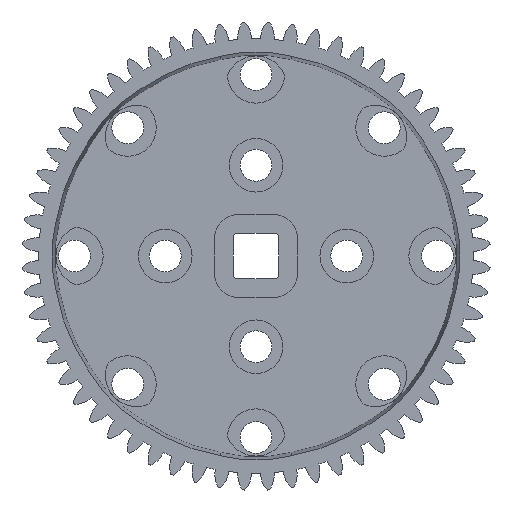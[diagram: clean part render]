
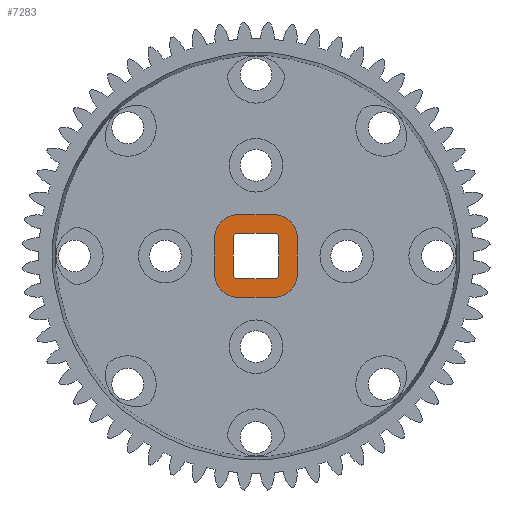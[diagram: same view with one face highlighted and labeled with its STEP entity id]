
A CAD part, front view. The second image highlights one B-rep face of the part: STEP entity #7283.
In plain terms, the highlighted planar face has unit normal (0, -1, 0).
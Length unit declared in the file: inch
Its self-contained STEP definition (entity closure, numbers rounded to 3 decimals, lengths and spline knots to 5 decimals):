
#28=FACE_BOUND('',#739,.T.);
#74=PLANE('',#8225);
#346=FACE_OUTER_BOUND('',#738,.T.);
#738=EDGE_LOOP('',(#5380,#5381,#5382,#5383,#5384,#5385,#5386,#5387));
#739=EDGE_LOOP('',(#5388,#5389,#5390,#5391,#5392,#5393,#5394,#5395));
#1043=LINE('',#11681,#1415);
#1046=LINE('',#11689,#1418);
#1049=LINE('',#11697,#1421);
#1052=LINE('',#11705,#1424);
#1278=LINE('',#12873,#1650);
#1279=LINE('',#12875,#1651);
#1280=LINE('',#12878,#1652);
#1281=LINE('',#12879,#1653);
#1415=VECTOR('',#9144,0.2);
#1418=VECTOR('',#9153,0.2);
#1421=VECTOR('',#9162,0.2);
#1424=VECTOR('',#9171,0.2);
#1650=VECTOR('',#10393,0.2);
#1651=VECTOR('',#10394,0.2);
#1652=VECTOR('',#10397,0.2);
#1653=VECTOR('',#10398,0.2);
#1874=CIRCLE('',#7720,0.12756);
#1875=CIRCLE('',#7723,0.12756);
#1876=CIRCLE('',#7726,0.12756);
#1877=CIRCLE('',#7729,0.12756);
#2234=CIRCLE('',#8217,0.025);
#2236=CIRCLE('',#8220,0.025);
#2238=CIRCLE('',#8223,0.025);
#2240=CIRCLE('',#8226,0.025);
#2632=VERTEX_POINT('',#11678);
#2633=VERTEX_POINT('',#11680);
#2634=VERTEX_POINT('',#11684);
#2635=VERTEX_POINT('',#11688);
#2636=VERTEX_POINT('',#11692);
#2637=VERTEX_POINT('',#11696);
#2638=VERTEX_POINT('',#11700);
#2639=VERTEX_POINT('',#11704);
#3072=VERTEX_POINT('',#12846);
#3073=VERTEX_POINT('',#12847);
#3076=VERTEX_POINT('',#12855);
#3077=VERTEX_POINT('',#12856);
#3080=VERTEX_POINT('',#12864);
#3081=VERTEX_POINT('',#12865);
#3084=VERTEX_POINT('',#12874);
#3085=VERTEX_POINT('',#12876);
#3413=EDGE_CURVE('',#2632,#2633,#1043,.T.);
#3416=EDGE_CURVE('',#2633,#2634,#1874,.T.);
#3417=EDGE_CURVE('',#2634,#2635,#1046,.T.);
#3420=EDGE_CURVE('',#2635,#2636,#1875,.T.);
#3421=EDGE_CURVE('',#2636,#2637,#1049,.T.);
#3424=EDGE_CURVE('',#2637,#2638,#1876,.T.);
#3425=EDGE_CURVE('',#2638,#2639,#1052,.T.);
#3427=EDGE_CURVE('',#2639,#2632,#1877,.T.);
#4002=EDGE_CURVE('',#3072,#3073,#2234,.T.);
#4006=EDGE_CURVE('',#3076,#3077,#2236,.T.);
#4010=EDGE_CURVE('',#3080,#3081,#2238,.T.);
#4014=EDGE_CURVE('',#3077,#3072,#1278,.T.);
#4015=EDGE_CURVE('',#3084,#3076,#1279,.T.);
#4016=EDGE_CURVE('',#3085,#3084,#2240,.T.);
#4017=EDGE_CURVE('',#3081,#3085,#1280,.T.);
#4018=EDGE_CURVE('',#3073,#3080,#1281,.T.);
#5380=ORIENTED_EDGE('',*,*,#3425,.F.);
#5381=ORIENTED_EDGE('',*,*,#3424,.F.);
#5382=ORIENTED_EDGE('',*,*,#3421,.F.);
#5383=ORIENTED_EDGE('',*,*,#3420,.F.);
#5384=ORIENTED_EDGE('',*,*,#3417,.F.);
#5385=ORIENTED_EDGE('',*,*,#3416,.F.);
#5386=ORIENTED_EDGE('',*,*,#3413,.F.);
#5387=ORIENTED_EDGE('',*,*,#3427,.F.);
#5388=ORIENTED_EDGE('',*,*,#4014,.F.);
#5389=ORIENTED_EDGE('',*,*,#4006,.F.);
#5390=ORIENTED_EDGE('',*,*,#4015,.F.);
#5391=ORIENTED_EDGE('',*,*,#4016,.F.);
#5392=ORIENTED_EDGE('',*,*,#4017,.F.);
#5393=ORIENTED_EDGE('',*,*,#4010,.F.);
#5394=ORIENTED_EDGE('',*,*,#4018,.F.);
#5395=ORIENTED_EDGE('',*,*,#4002,.F.);
#7283=ADVANCED_FACE('',(#346,#28),#74,.F.);
#7720=AXIS2_PLACEMENT_3D('',#11686,#9149,#9150);
#7723=AXIS2_PLACEMENT_3D('',#11694,#9158,#9159);
#7726=AXIS2_PLACEMENT_3D('',#11702,#9167,#9168);
#7729=AXIS2_PLACEMENT_3D('',#11708,#9175,#9176);
#8217=AXIS2_PLACEMENT_3D('',#12848,#10369,#10370);
#8220=AXIS2_PLACEMENT_3D('',#12857,#10377,#10378);
#8223=AXIS2_PLACEMENT_3D('',#12866,#10385,#10386);
#8225=AXIS2_PLACEMENT_3D('',#12872,#10391,#10392);
#8226=AXIS2_PLACEMENT_3D('',#12877,#10395,#10396);
#9144=DIRECTION('',(1.,0.,0.));
#9149=DIRECTION('center_axis',(0.,1.,0.));
#9150=DIRECTION('ref_axis',(0.,0.,1.));
#9153=DIRECTION('',(0.,0.,-1.));
#9158=DIRECTION('center_axis',(0.,1.,0.));
#9159=DIRECTION('ref_axis',(0.,0.,1.));
#9162=DIRECTION('',(-1.,0.,0.));
#9167=DIRECTION('center_axis',(0.,1.,0.));
#9168=DIRECTION('ref_axis',(0.,0.,1.));
#9171=DIRECTION('',(0.,0.,1.));
#9175=DIRECTION('center_axis',(0.,1.,0.));
#9176=DIRECTION('ref_axis',(0.,0.,1.));
#10369=DIRECTION('center_axis',(0.,-1.,0.));
#10370=DIRECTION('ref_axis',(0.,0.,-1.));
#10377=DIRECTION('center_axis',(0.,-1.,0.));
#10378=DIRECTION('ref_axis',(0.,0.,-1.));
#10385=DIRECTION('center_axis',(0.,-1.,0.));
#10386=DIRECTION('ref_axis',(0.,0.,-1.));
#10391=DIRECTION('center_axis',(0.,1.,0.));
#10392=DIRECTION('ref_axis',(0.,0.,1.));
#10393=DIRECTION('',(-1.,0.,0.));
#10394=DIRECTION('',(0.,0.,1.));
#10395=DIRECTION('center_axis',(0.,-1.,0.));
#10396=DIRECTION('ref_axis',(0.,0.,-1.));
#10397=DIRECTION('',(1.,0.,0.));
#10398=DIRECTION('',(0.,0.,-1.));
#11678=CARTESIAN_POINT('',(-0.1,-0.19213,0.22756));
#11680=CARTESIAN_POINT('',(0.1,-0.19213,0.22756));
#11681=CARTESIAN_POINT('',(-0.1,-0.19213,0.22756));
#11684=CARTESIAN_POINT('',(0.22756,-0.19213,0.1));
#11686=CARTESIAN_POINT('Origin',(0.1,-0.19213,0.1));
#11688=CARTESIAN_POINT('',(0.22756,-0.19213,-0.1));
#11689=CARTESIAN_POINT('',(0.22756,-0.19213,0.1));
#11692=CARTESIAN_POINT('',(0.1,-0.19213,-0.22756));
#11694=CARTESIAN_POINT('Origin',(0.1,-0.19213,-0.1));
#11696=CARTESIAN_POINT('',(-0.1,-0.19213,-0.22756));
#11697=CARTESIAN_POINT('',(0.1,-0.19213,-0.22756));
#11700=CARTESIAN_POINT('',(-0.22756,-0.19213,-0.1));
#11702=CARTESIAN_POINT('Origin',(-0.1,-0.19213,-0.1));
#11704=CARTESIAN_POINT('',(-0.22756,-0.19213,0.1));
#11705=CARTESIAN_POINT('',(-0.22756,-0.19213,-0.1));
#11708=CARTESIAN_POINT('Origin',(-0.1,-0.19213,0.1));
#12846=CARTESIAN_POINT('',(-0.1,-0.19213,0.125));
#12847=CARTESIAN_POINT('',(-0.125,-0.19213,0.1));
#12848=CARTESIAN_POINT('Origin',(-0.1,-0.19213,0.1));
#12855=CARTESIAN_POINT('',(0.125,-0.19213,0.1));
#12856=CARTESIAN_POINT('',(0.1,-0.19213,0.125));
#12857=CARTESIAN_POINT('Origin',(0.1,-0.19213,0.1));
#12864=CARTESIAN_POINT('',(-0.125,-0.19213,-0.1));
#12865=CARTESIAN_POINT('',(-0.1,-0.19213,-0.125));
#12866=CARTESIAN_POINT('Origin',(-0.1,-0.19213,-0.1));
#12872=CARTESIAN_POINT('Origin',(0.,-0.19213,0.));
#12873=CARTESIAN_POINT('',(0.1,-0.19213,0.125));
#12874=CARTESIAN_POINT('',(0.125,-0.19213,-0.1));
#12875=CARTESIAN_POINT('',(0.125,-0.19213,-0.1));
#12876=CARTESIAN_POINT('',(0.1,-0.19213,-0.125));
#12877=CARTESIAN_POINT('Origin',(0.1,-0.19213,-0.1));
#12878=CARTESIAN_POINT('',(-0.1,-0.19213,-0.125));
#12879=CARTESIAN_POINT('',(-0.125,-0.19213,0.1));
